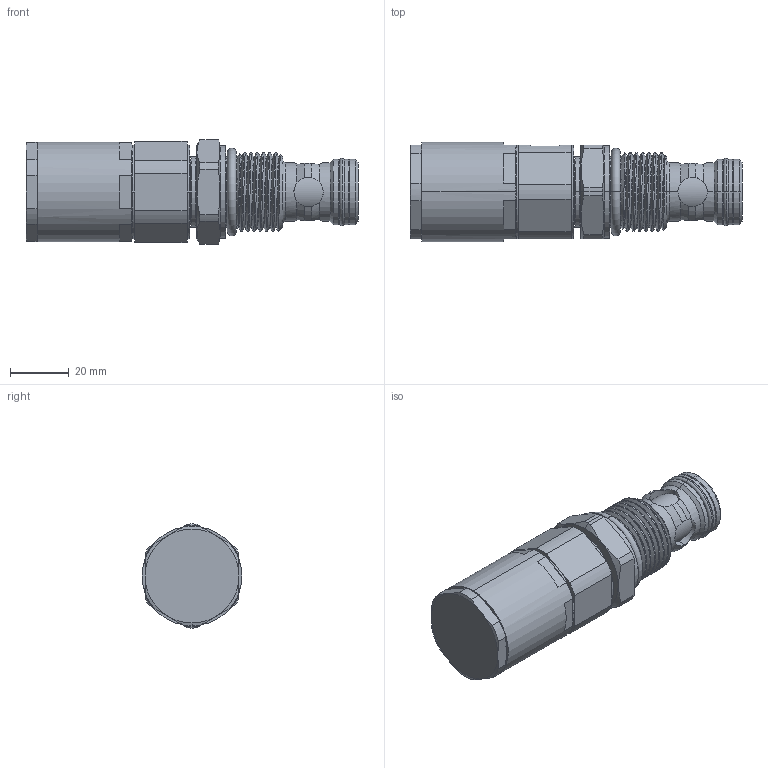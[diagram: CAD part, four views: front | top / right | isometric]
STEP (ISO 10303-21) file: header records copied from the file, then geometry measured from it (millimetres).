
FILE_DESCRIPTION (( 'STEP AP214' ), '1' );
FILE_NAME ('AP12W21.STEP', '2016-04-12T05:50:28', ( '' ), ( '' ), 'SwSTEP 2.0', 'SolidWorks 2012', '' );
FILE_SCHEMA (( 'AUTOMOTIVE_DESIGN' ));
Length unit declared in the file: millimetre
Products named in the file (1): AP12W21
Bounding box: 113.2 x 34 x 35.5 mm (x, y, z)
Volume: 76223.7 mm3; surface area: 16648.8 mm2
Topology: 3 solids, 3 shells, 246 faces, 608 edges, 379 vertices
Faces by surface type: cylinder 104, plane 59, cone 47, torus 22, bspline 14
Entity records: 12815 total; most frequent: CARTESIAN_POINT 7230, ORIENTED_EDGE 1216, DIRECTION 1099, EDGE_CURVE 608, AXIS2_PLACEMENT_3D 457, VERTEX_POINT 379, EDGE_LOOP 261, ADVANCED_FACE 246
